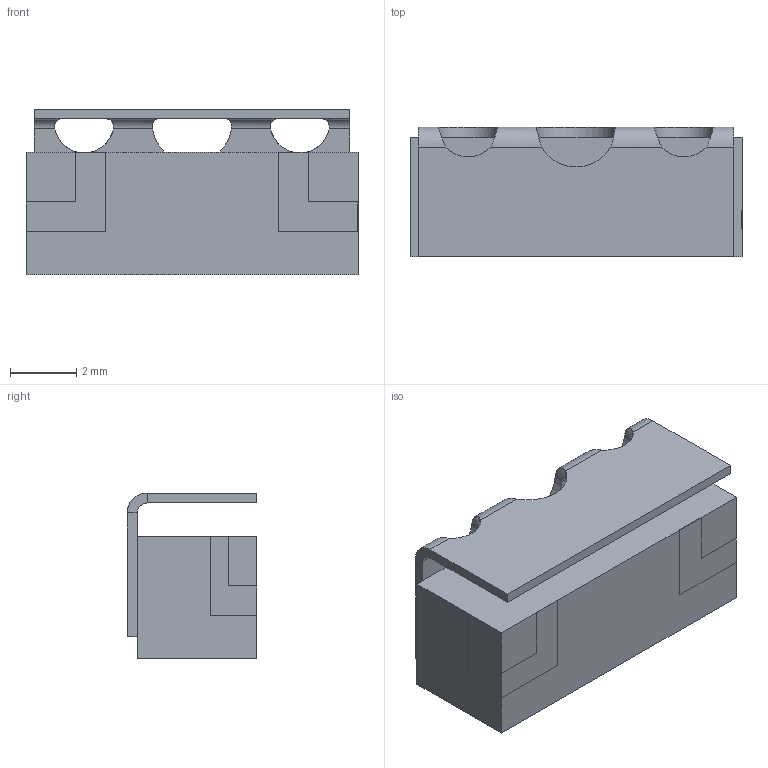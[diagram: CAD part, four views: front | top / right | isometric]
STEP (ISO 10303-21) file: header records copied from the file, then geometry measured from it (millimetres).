
FILE_DESCRIPTION(('STEP AP203'), '1');
FILE_NAME('ÍØÁÀ.434834.018-05_Ôèëüòð ÔÊÏ1-218-05-4.34-350', '', ('UNSPECIFIED'), ('UNSPECIFIED'), 'ASCON STEP Converter 1.6', 'ASCON Math Kernel', '');
FILE_SCHEMA(('CONFIG_CONTROL_DESIGN'));
Length unit declared in the file: millimetre
Products named in the file (1): НШБА.434834.018-05_Фильтр ФКП1-218-05-4.34-350
Bounding box: 10 x 3.9 x 5 mm (x, y, z)
Volume: 152.5 mm3; surface area: 260.4 mm2
Topology: 1 solids, 1 shells, 371 faces, 989 edges, 646 vertices
Faces by surface type: plane 247, bspline 102, cylinder 22
Entity records: 24323 total; most frequent: CARTESIAN_POINT 12920, ORIENTED_EDGE 1978, DIRECTION 1277, EDGE_CURVE 989, LINE 661, VECTOR 661, VERTEX_POINT 646, FACE_BOUND 403
